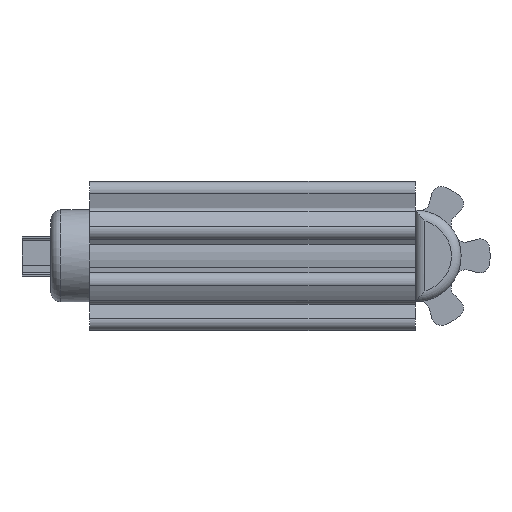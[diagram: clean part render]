
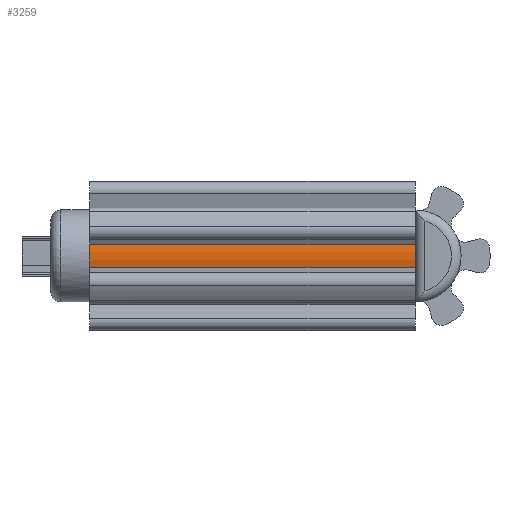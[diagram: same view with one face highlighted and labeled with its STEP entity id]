
A CAD part, left-side view. The second image highlights one B-rep face of the part: STEP entity #3259.
In plain terms, the highlighted cylindrical face has radius 2.375 mm (diameter 4.75 mm), a partial arc.
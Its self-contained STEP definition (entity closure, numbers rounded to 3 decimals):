
#6 = VECTOR ( 'NONE', #1999, 1000. ) ;
#160 = AXIS2_PLACEMENT_3D ( 'NONE', #2576, #2190, #4905 ) ;
#183 = DIRECTION ( 'NONE',  ( 0., -1., 0. ) ) ;
#534 = FACE_OUTER_BOUND ( 'NONE', #3672, .T. ) ;
#898 = AXIS2_PLACEMENT_3D ( 'NONE', #3825, #2636, #3385 ) ;
#910 = ORIENTED_EDGE ( 'NONE', *, *, #4214, .T. ) ;
#927 = DIRECTION ( 'NONE',  ( 0., 0., -1. ) ) ;
#981 = CARTESIAN_POINT ( 'NONE',  ( 0., 16.85, 0. ) ) ;
#1126 = VECTOR ( 'NONE', #4516, 1000. ) ;
#1374 = VERTEX_POINT ( 'NONE', #2290 ) ;
#1607 = LINE ( 'NONE', #2024, #6 ) ;
#1864 = EDGE_CURVE ( 'NONE', #2477, #1374, #3686, .T. ) ;
#1999 = DIRECTION ( 'NONE',  ( 0., -1., 0. ) ) ;
#2012 = VERTEX_POINT ( 'NONE', #3648 ) ;
#2024 = CARTESIAN_POINT ( 'NONE',  ( -2.294, 16.85, 0.615 ) ) ;
#2190 = DIRECTION ( 'NONE',  ( 0., 1., 0. ) ) ;
#2290 = CARTESIAN_POINT ( 'NONE',  ( -2.294, 16.85, 0.615 ) ) ;
#2477 = VERTEX_POINT ( 'NONE', #3997 ) ;
#2576 = CARTESIAN_POINT ( 'NONE',  ( 0., 0., 0. ) ) ;
#2636 = DIRECTION ( 'NONE',  ( 0., 1., 0. ) ) ;
#2894 = VERTEX_POINT ( 'NONE', #3689 ) ;
#2944 = CARTESIAN_POINT ( 'NONE',  ( -2.294, 16.85, -0.615 ) ) ;
#3031 = EDGE_CURVE ( 'NONE', #2894, #2012, #4599, .T. ) ;
#3176 = EDGE_CURVE ( 'NONE', #1374, #2012, #1607, .T. ) ;
#3259 = ADVANCED_FACE ( 'NONE', ( #534 ), #4867, .T. ) ;
#3385 = DIRECTION ( 'NONE',  ( 0., 0., 1. ) ) ;
#3648 = CARTESIAN_POINT ( 'NONE',  ( -2.294, 0., 0.615 ) ) ;
#3672 = EDGE_LOOP ( 'NONE', ( #4821, #5042, #4575, #910 ) ) ;
#3686 = CIRCLE ( 'NONE', #898, 2.375 ) ;
#3689 = CARTESIAN_POINT ( 'NONE',  ( -2.294, 0., -0.615 ) ) ;
#3825 = CARTESIAN_POINT ( 'NONE',  ( 0., 16.85, 0. ) ) ;
#3853 = AXIS2_PLACEMENT_3D ( 'NONE', #981, #183, #927 ) ;
#3997 = CARTESIAN_POINT ( 'NONE',  ( -2.294, 16.85, -0.615 ) ) ;
#4127 = LINE ( 'NONE', #2944, #1126 ) ;
#4214 = EDGE_CURVE ( 'NONE', #2477, #2894, #4127, .T. ) ;
#4516 = DIRECTION ( 'NONE',  ( 0., -1., 0. ) ) ;
#4575 = ORIENTED_EDGE ( 'NONE', *, *, #1864, .F. ) ;
#4599 = CIRCLE ( 'NONE', #160, 2.375 ) ;
#4821 = ORIENTED_EDGE ( 'NONE', *, *, #3031, .T. ) ;
#4867 = CYLINDRICAL_SURFACE ( 'NONE', #3853, 2.375 ) ;
#4905 = DIRECTION ( 'NONE',  ( 0., 0., 1. ) ) ;
#5042 = ORIENTED_EDGE ( 'NONE', *, *, #3176, .F. ) ;
